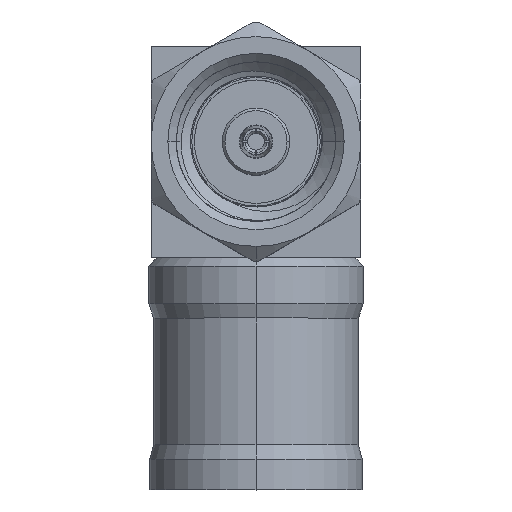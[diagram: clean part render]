
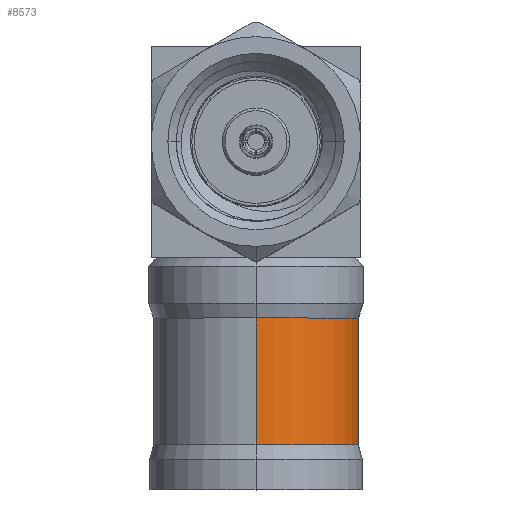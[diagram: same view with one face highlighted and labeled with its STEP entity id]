
A CAD part, top view. The second image highlights one B-rep face of the part: STEP entity #8573.
In plain terms, the highlighted cylindrical face has radius 3.095 mm (diameter 6.19 mm), a partial arc.
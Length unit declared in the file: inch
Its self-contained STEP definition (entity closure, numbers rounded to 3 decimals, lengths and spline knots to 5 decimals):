
#121 = CARTESIAN_POINT ( 'NONE',  ( -0.62116, 0.4024, 0. ) ) ;
#373 = EDGE_CURVE ( 'NONE', #2269, #7127, #1070, .T. ) ;
#759 = DIRECTION ( 'NONE',  ( -1., 0., 0. ) ) ;
#901 = CARTESIAN_POINT ( 'NONE',  ( -0.37744, 0.19789, 0. ) ) ;
#1070 = LINE ( 'NONE', #121, #6998 ) ;
#1232 = DIRECTION ( 'NONE',  ( 0., 1., 0. ) ) ;
#1263 = AXIS2_PLACEMENT_3D ( 'NONE', #7560, #3863, #6912 ) ;
#1331 = CARTESIAN_POINT ( 'NONE',  ( -0.4993, 0.34885, 0. ) ) ;
#1460 = EDGE_CURVE ( 'NONE', #7127, #7888, #5740, .T. ) ;
#1664 = DIRECTION ( 'NONE',  ( 0., 1., 0. ) ) ;
#2269 = VERTEX_POINT ( 'NONE', #8672 ) ;
#2380 = CARTESIAN_POINT ( 'NONE',  ( -0.62116, 0.34885, 0. ) ) ;
#2393 = AXIS2_PLACEMENT_3D ( 'NONE', #1331, #1232, #8844 ) ;
#2602 = LINE ( 'NONE', #5642, #6657 ) ;
#3420 = ORIENTED_EDGE ( 'NONE', *, *, #5032, .T. ) ;
#3698 = VERTEX_POINT ( 'NONE', #901 ) ;
#3863 = DIRECTION ( 'NONE',  ( 0., 1., 0. ) ) ;
#4506 = ORIENTED_EDGE ( 'NONE', *, *, #373, .F. ) ;
#5032 = EDGE_CURVE ( 'NONE', #2269, #3698, #5158, .T. ) ;
#5158 = CIRCLE ( 'NONE', #9131, 0.12186 ) ;
#5309 = CARTESIAN_POINT ( 'NONE',  ( -0.37744, 0.34885, 0. ) ) ;
#5634 = ORIENTED_EDGE ( 'NONE', *, *, #1460, .F. ) ;
#5642 = CARTESIAN_POINT ( 'NONE',  ( -0.37744, 0.4024, 0. ) ) ;
#5740 = CIRCLE ( 'NONE', #2393, 0.12186 ) ;
#6193 = DIRECTION ( 'NONE',  ( 0., 1., 0. ) ) ;
#6215 = FACE_OUTER_BOUND ( 'NONE', #8972, .T. ) ;
#6657 = VECTOR ( 'NONE', #8577, 39.37008 ) ;
#6811 = CYLINDRICAL_SURFACE ( 'NONE', #1263, 0.12186 ) ;
#6912 = DIRECTION ( 'NONE',  ( -1., 0., 0. ) ) ;
#6998 = VECTOR ( 'NONE', #1664, 39.37008 ) ;
#7127 = VERTEX_POINT ( 'NONE', #2380 ) ;
#7560 = CARTESIAN_POINT ( 'NONE',  ( -0.4993, 0.4024, 0. ) ) ;
#7629 = CARTESIAN_POINT ( 'NONE',  ( -0.4993, 0.19789, 0. ) ) ;
#7888 = VERTEX_POINT ( 'NONE', #5309 ) ;
#8573 = ADVANCED_FACE ( 'NONE', ( #6215 ), #6811, .T. ) ;
#8577 = DIRECTION ( 'NONE',  ( 0., 1., 0. ) ) ;
#8672 = CARTESIAN_POINT ( 'NONE',  ( -0.62116, 0.19789, 0. ) ) ;
#8844 = DIRECTION ( 'NONE',  ( -1., 0., 0. ) ) ;
#8972 = EDGE_LOOP ( 'NONE', ( #3420, #9283, #5634, #4506 ) ) ;
#9131 = AXIS2_PLACEMENT_3D ( 'NONE', #7629, #6193, #759 ) ;
#9283 = ORIENTED_EDGE ( 'NONE', *, *, #9655, .T. ) ;
#9655 = EDGE_CURVE ( 'NONE', #3698, #7888, #2602, .T. ) ;
